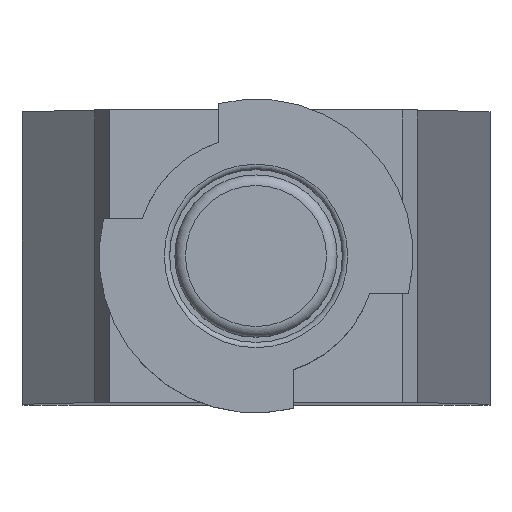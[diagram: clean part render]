
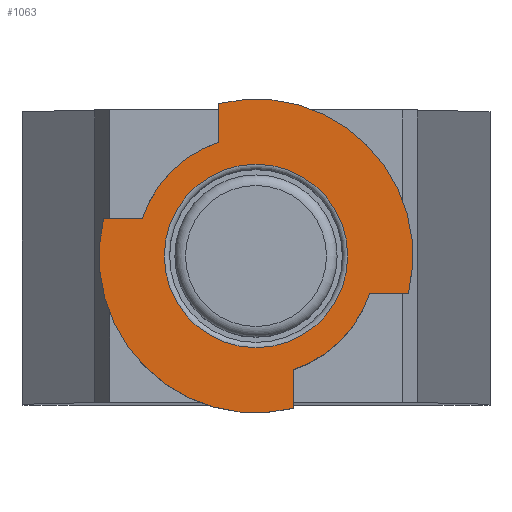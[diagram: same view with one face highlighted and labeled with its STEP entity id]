
A CAD part, top view. The second image highlights one B-rep face of the part: STEP entity #1063.
In plain terms, the highlighted planar face has unit normal (0, 0, 1).
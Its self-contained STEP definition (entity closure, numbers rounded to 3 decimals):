
#24=CIRCLE('',#1092,2.95);
#41=CIRCLE('',#1130,1.725);
#42=CIRCLE('',#1132,2.95);
#43=CIRCLE('',#1133,2.25);
#44=CIRCLE('',#1134,2.25);
#174=ORIENTED_EDGE('',*,*,#344,.F.);
#175=ORIENTED_EDGE('',*,*,#345,.F.);
#176=ORIENTED_EDGE('',*,*,#346,.T.);
#177=ORIENTED_EDGE('',*,*,#347,.F.);
#178=ORIENTED_EDGE('',*,*,#285,.F.);
#179=ORIENTED_EDGE('',*,*,#348,.F.);
#180=ORIENTED_EDGE('',*,*,#349,.T.);
#181=ORIENTED_EDGE('',*,*,#350,.F.);
#182=ORIENTED_EDGE('',*,*,#343,.T.);
#285=EDGE_CURVE('',#391,#392,#24,.T.);
#343=EDGE_CURVE('',#432,#432,#41,.T.);
#344=EDGE_CURVE('',#433,#434,#42,.T.);
#345=EDGE_CURVE('',#435,#433,#502,.T.);
#346=EDGE_CURVE('',#435,#436,#43,.T.);
#347=EDGE_CURVE('',#392,#436,#503,.T.);
#348=EDGE_CURVE('',#437,#391,#504,.T.);
#349=EDGE_CURVE('',#437,#438,#44,.T.);
#350=EDGE_CURVE('',#434,#438,#505,.T.);
#391=VERTEX_POINT('',#1408);
#392=VERTEX_POINT('',#1410);
#432=VERTEX_POINT('',#1529);
#433=VERTEX_POINT('',#1532);
#434=VERTEX_POINT('',#1533);
#435=VERTEX_POINT('',#1535);
#436=VERTEX_POINT('',#1537);
#437=VERTEX_POINT('',#1540);
#438=VERTEX_POINT('',#1542);
#502=LINE('',#1534,#576);
#503=LINE('',#1538,#577);
#504=LINE('',#1539,#578);
#505=LINE('',#1543,#579);
#576=VECTOR('',#1302,1000.);
#577=VECTOR('',#1305,1000.);
#578=VECTOR('',#1306,1000.);
#579=VECTOR('',#1309,1000.);
#631=EDGE_LOOP('',(#174,#175,#176,#177,#178,#179,#180,#181));
#632=EDGE_LOOP('',(#182));
#683=FACE_BOUND('',#631,.T.);
#684=FACE_BOUND('',#632,.T.);
#723=PLANE('',#1131);
#1063=ADVANCED_FACE('',(#683,#684),#723,.F.);
#1092=AXIS2_PLACEMENT_3D('',#1409,#1179,#1180);
#1130=AXIS2_PLACEMENT_3D('',#1528,#1296,#1297);
#1131=AXIS2_PLACEMENT_3D('',#1530,#1298,#1299);
#1132=AXIS2_PLACEMENT_3D('',#1531,#1300,#1301);
#1133=AXIS2_PLACEMENT_3D('',#1536,#1303,#1304);
#1134=AXIS2_PLACEMENT_3D('',#1541,#1307,#1308);
#1179=DIRECTION('',(0.,0.,-1.));
#1180=DIRECTION('',(-1.,0.,0.));
#1296=DIRECTION('',(0.,0.,-1.));
#1297=DIRECTION('',(-1.,0.,0.));
#1298=DIRECTION('',(0.,0.,-1.));
#1299=DIRECTION('',(-1.,0.,0.));
#1300=DIRECTION('',(0.,0.,-1.));
#1301=DIRECTION('',(-1.,0.,0.));
#1302=DIRECTION('',(0.,1.,0.));
#1303=DIRECTION('',(0.,0.,1.));
#1304=DIRECTION('',(1.,0.,0.));
#1305=DIRECTION('',(1.,0.,0.));
#1306=DIRECTION('',(0.,-1.,0.));
#1307=DIRECTION('',(0.,0.,1.));
#1308=DIRECTION('',(1.,0.,0.));
#1309=DIRECTION('',(-1.,0.,0.));
#1408=CARTESIAN_POINT('',(0.7,-2.866,0.));
#1409=CARTESIAN_POINT('',(0.,0.,0.));
#1410=CARTESIAN_POINT('',(-2.866,0.7,0.));
#1528=CARTESIAN_POINT('',(0.,0.,0.));
#1529=CARTESIAN_POINT('',(-1.725,0.,0.));
#1530=CARTESIAN_POINT('',(0.,1.725,0.));
#1531=CARTESIAN_POINT('',(0.,0.,0.));
#1532=CARTESIAN_POINT('',(-0.7,2.866,0.));
#1533=CARTESIAN_POINT('',(2.866,-0.7,0.));
#1534=CARTESIAN_POINT('',(-0.7,2.138,0.));
#1535=CARTESIAN_POINT('',(-0.7,2.138,0.));
#1536=CARTESIAN_POINT('',(0.,0.,0.));
#1537=CARTESIAN_POINT('',(-2.138,0.7,0.));
#1538=CARTESIAN_POINT('',(-2.866,0.7,0.));
#1539=CARTESIAN_POINT('',(0.7,-2.138,0.));
#1540=CARTESIAN_POINT('',(0.7,-2.138,0.));
#1541=CARTESIAN_POINT('',(0.,0.,0.));
#1542=CARTESIAN_POINT('',(2.138,-0.7,0.));
#1543=CARTESIAN_POINT('',(2.866,-0.7,0.));
